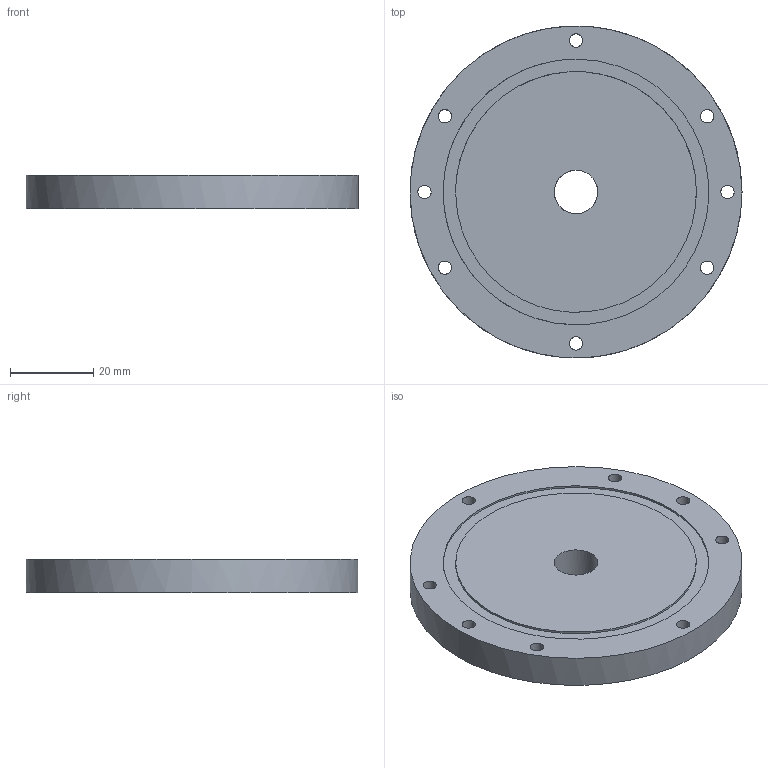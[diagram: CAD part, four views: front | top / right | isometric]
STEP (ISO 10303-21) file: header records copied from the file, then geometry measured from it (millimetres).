
FILE_DESCRIPTION(('FreeCAD Model'),'2;1');
FILE_NAME('Open CASCADE Shape Model','2025-03-10T22:58:16',('Author'),( ''),'Open CASCADE STEP processor 7.8','FreeCAD','Unknown');
FILE_SCHEMA(('AUTOMOTIVE_DESIGN { 1 0 10303 214 1 1 1 1 }'));
Length unit declared in the file: millimetre
Products named in the file (1): UWSC_BODY_CAP_2_2_1
Bounding box: 80 x 79.93 x 8 mm (x, y, z)
Volume: 38724.8 mm3; surface area: 12862.6 mm2
Topology: 1 solids, 1 shells, 16 faces, 57 edges, 45 vertices
Faces by surface type: bspline 16
Entity records: 888 total; most frequent: CARTESIAN_POINT 539, ORIENTED_EDGE 114, EDGE_CURVE 57, VERTEX_POINT 45, FACE_BOUND 36, EDGE_LOOP 36, ADVANCED_FACE 16, B_SPLINE_CURVE_WITH_KNOTS 12
